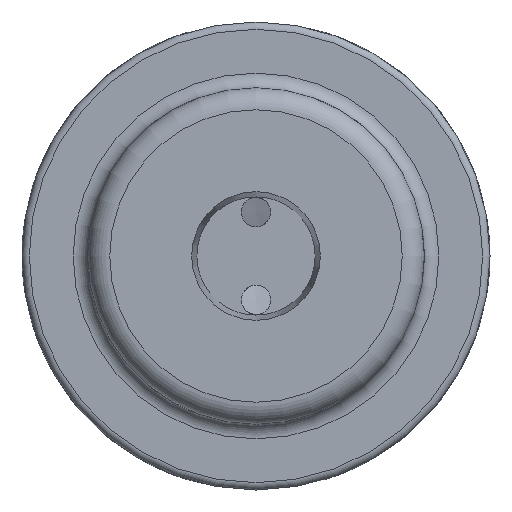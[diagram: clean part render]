
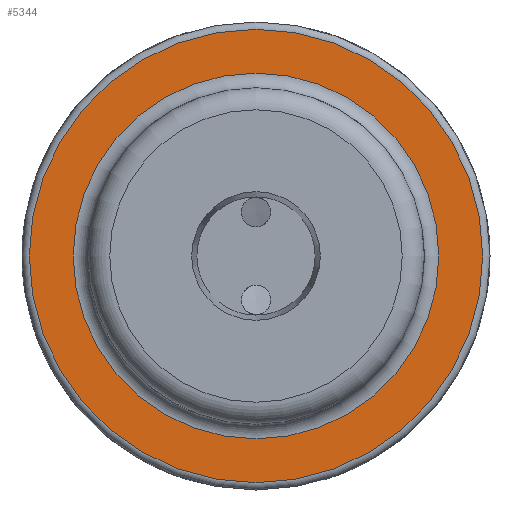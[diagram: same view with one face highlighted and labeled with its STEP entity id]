
A CAD part, left-side view. The second image highlights one B-rep face of the part: STEP entity #5344.
In plain terms, the highlighted planar face has unit normal (-1, 0, 0).
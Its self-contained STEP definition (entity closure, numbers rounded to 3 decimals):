
#5310=CARTESIAN_POINT('',(-15.0,15.5,0.));
#5311=VERTEX_POINT('',#5310);
#5312=CARTESIAN_POINT('',(-15.0,0.0,0.0));
#5313=DIRECTION('',(1.0,0.0,0.0));
#5314=DIRECTION('',(0.0,-1.0,0.0));
#5315=AXIS2_PLACEMENT_3D('',#5312,#5313,#5314);
#5316=CIRCLE('',#5315,15.5);
#5317=EDGE_CURVE('',#5311,#5311,#5316,.T.);
#5325=CARTESIAN_POINT('',(-15.0,16.0,0.0));
#5326=DIRECTION('',(-1.0,0.0,0.0));
#5327=DIRECTION('',(0.0,0.0,1.0));
#5328=AXIS2_PLACEMENT_3D('',#5325,#5326,#5327);
#5329=PLANE('',#5328);
#5330=ORIENTED_EDGE('',*,*,#5317,.F.);
#5331=EDGE_LOOP('',(#5330));
#5332=FACE_OUTER_BOUND('',#5331,.T.);
#5333=CARTESIAN_POINT('',(-15.,0.0,12.5));
#5334=VERTEX_POINT('',#5333);
#5335=CARTESIAN_POINT('',(-15.0,0.0,0.0));
#5336=DIRECTION('',(-1.0,0.0,0.0));
#5337=DIRECTION('',(0.0,0.0,1.0));
#5338=AXIS2_PLACEMENT_3D('',#5335,#5336,#5337);
#5339=CIRCLE('',#5338,12.5);
#5340=EDGE_CURVE('',#5334,#5334,#5339,.T.);
#5341=ORIENTED_EDGE('',*,*,#5340,.F.);
#5342=EDGE_LOOP('',(#5341));
#5343=FACE_BOUND('',#5342,.T.);
#5344=ADVANCED_FACE('',(#5332,#5343),#5329,.T.);
